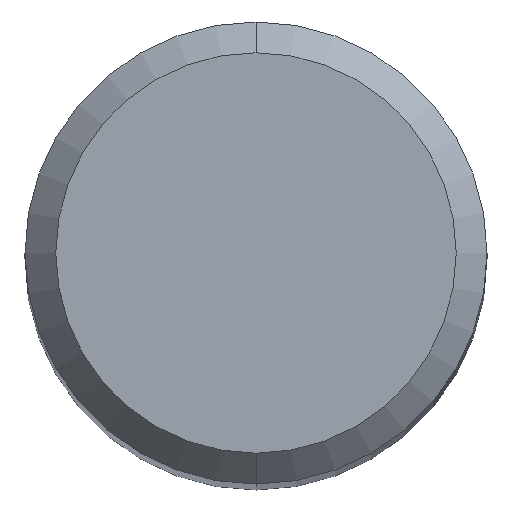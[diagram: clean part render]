
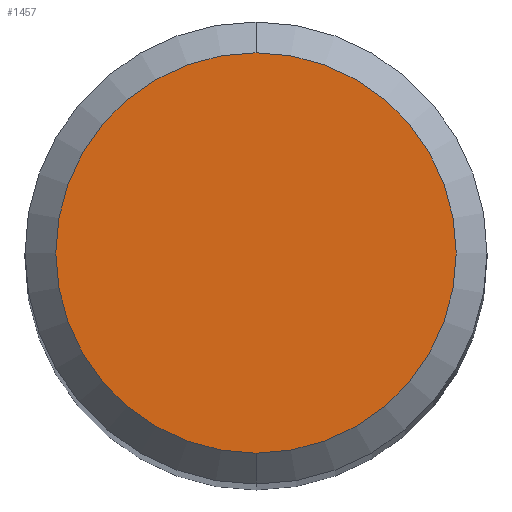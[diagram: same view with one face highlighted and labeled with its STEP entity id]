
A CAD part, top view. The second image highlights one B-rep face of the part: STEP entity #1457.
In plain terms, the highlighted planar face has unit normal (0, 0, 1).
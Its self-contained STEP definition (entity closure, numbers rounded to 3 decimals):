
#619=VERTEX_POINT('',#1706);
#765=EDGE_CURVE('',#971,#619,#1864,.T.);
#971=VERTEX_POINT('',#2082);
#1185=EDGE_CURVE('',#619,#971,#2328,.T.);
#1457=ADVANCED_FACE('',(#2624),#2625,.T.);
#1706=CARTESIAN_POINT('',(0.0,2.6,0.0));
#1864=CIRCLE('',#4128,2.6);
#2082=CARTESIAN_POINT('',(0.,-2.6,0.0));
#2328=CIRCLE('',#7850,2.6);
#2624=FACE_OUTER_BOUND('',#9955,.T.);
#2625=PLANE('',#9956);
#4128=AXIS2_PLACEMENT_3D('',#10828,#10829,#10830);
#7850=AXIS2_PLACEMENT_3D('',#11339,#11340,#11341);
#9955=EDGE_LOOP('',(#11599,#11600));
#9956=AXIS2_PLACEMENT_3D('',#11601,#11602,#11603);
#10828=CARTESIAN_POINT('',(0.0,0.0,0.0));
#10829=DIRECTION('',(0.0,0.0,-1.0));
#10830=DIRECTION('',(0.0,1.0,0.0));
#11339=CARTESIAN_POINT('',(0.0,0.0,0.0));
#11340=DIRECTION('',(0.0,0.0,-1.0));
#11341=DIRECTION('',(0.0,1.0,0.0));
#11599=ORIENTED_EDGE('',*,*,#1185,.F.);
#11600=ORIENTED_EDGE('',*,*,#765,.F.);
#11601=CARTESIAN_POINT('',(0.0,1.3,0.0));
#11602=DIRECTION('',(-0.0,0.0,1.0));
#11603=DIRECTION('',(0.0,-1.0,0.0));
